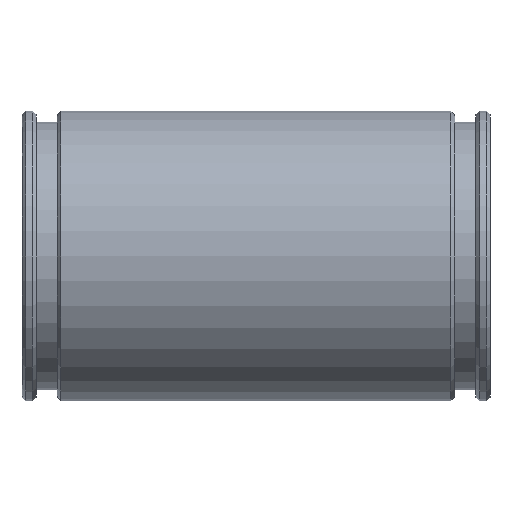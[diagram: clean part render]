
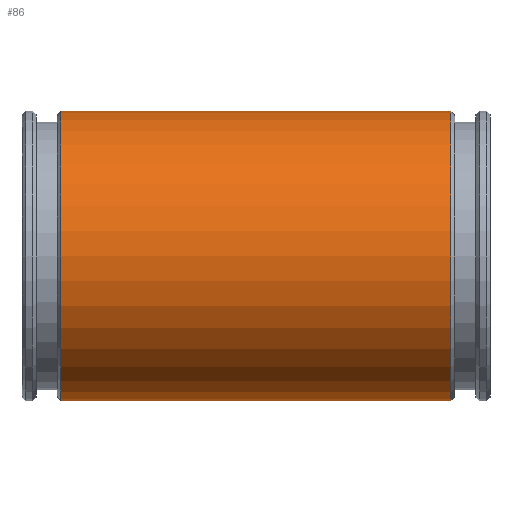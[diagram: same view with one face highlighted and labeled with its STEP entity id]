
A CAD part, front view. The second image highlights one B-rep face of the part: STEP entity #86.
In plain terms, the highlighted cylindrical face has radius 19.5 mm (diameter 39 mm), a full revolution.
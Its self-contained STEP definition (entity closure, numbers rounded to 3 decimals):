
#86 = ADVANCED_FACE( '', ( #189, #190 ), #191, .T. );
#189 = FACE_OUTER_BOUND( '', #292, .T. );
#190 = FACE_OUTER_BOUND( '', #293, .T. );
#191 = CYLINDRICAL_SURFACE( '', #294, 19.5 );
#292 = EDGE_LOOP( '', ( #427 ) );
#293 = EDGE_LOOP( '', ( #428 ) );
#294 = AXIS2_PLACEMENT_3D( '', #429, #430, #431 );
#427 = ORIENTED_EDGE( '', *, *, #471, .T. );
#428 = ORIENTED_EDGE( '', *, *, #498, .F. );
#429 = CARTESIAN_POINT( '', ( 31.5, 0., 0. ) );
#430 = DIRECTION( '', ( -1., 0., 0. ) );
#431 = DIRECTION( '', ( 0., 0., -1. ) );
#471 = EDGE_CURVE( '', #528, #528, #529, .T. );
#498 = EDGE_CURVE( '', #569, #569, #570, .T. );
#528 = VERTEX_POINT( '', #600 );
#529 = CIRCLE( '', #601, 19.5 );
#569 = VERTEX_POINT( '', #641 );
#570 = CIRCLE( '', #642, 19.5 );
#600 = CARTESIAN_POINT( '', ( 5.25, 0., -19.5 ) );
#601 = AXIS2_PLACEMENT_3D( '', #675, #676, #677 );
#641 = CARTESIAN_POINT( '', ( 57.75, 0., -19.5 ) );
#642 = AXIS2_PLACEMENT_3D( '', #717, #718, #719 );
#675 = CARTESIAN_POINT( '', ( 5.25, 0., 0. ) );
#676 = DIRECTION( '', ( 1., 0., 0. ) );
#677 = DIRECTION( '', ( 0., 0., -1. ) );
#717 = CARTESIAN_POINT( '', ( 57.75, 0., 0. ) );
#718 = DIRECTION( '', ( 1., 0., 0. ) );
#719 = DIRECTION( '', ( 0., 0., -1. ) );
